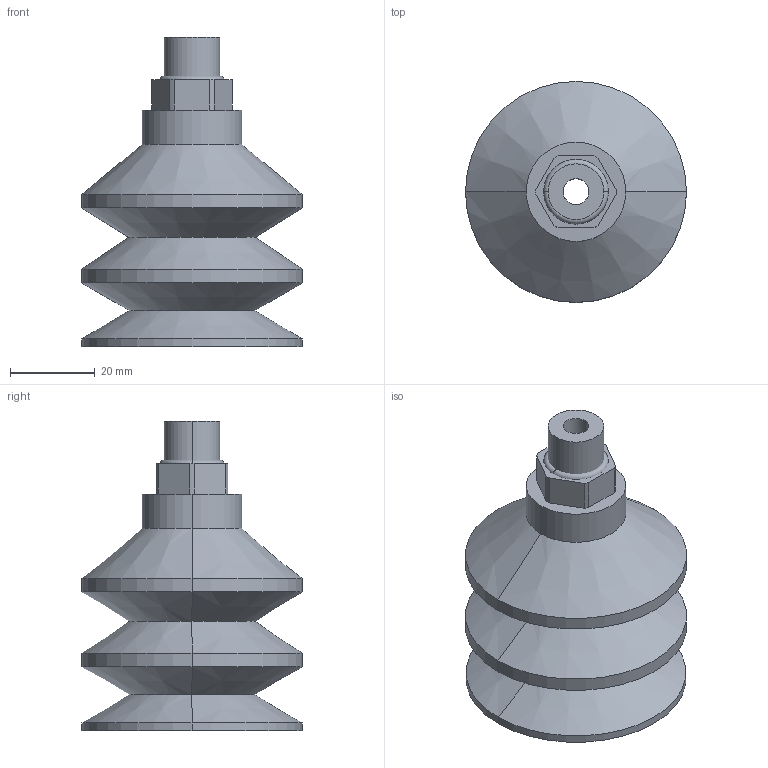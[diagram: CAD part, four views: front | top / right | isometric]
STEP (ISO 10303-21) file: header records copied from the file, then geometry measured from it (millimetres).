
FILE_DESCRIPTION (( 'STEP AP203' ), '1' );
FILE_NAME ('10.01.06.03461.step', '2021-04-14T12:31:35', ( '' ), ( '' ), 'SwSTEP 2.0', 'SolidWorks 2021', '' );
FILE_SCHEMA (( 'CONFIG_CONTROL_DESIGN' ));
Length unit declared in the file: millimetre
Products named in the file (1): 10.01.06.03461
Bounding box: 52.2 x 52.2 x 73.1 mm (x, y, z)
Volume: 34305.7 mm3; surface area: 23743.6 mm2
Topology: 4 solids, 4 shells, 122 faces, 291 edges, 180 vertices
Faces by surface type: plane 53, cylinder 41, cone 24, torus 4
Entity records: 3622 total; most frequent: DIRECTION 649, CARTESIAN_POINT 630, ORIENTED_EDGE 582, EDGE_CURVE 291, AXIS2_PLACEMENT_3D 247, VERTEX_POINT 180, LINE 155, VECTOR 155
